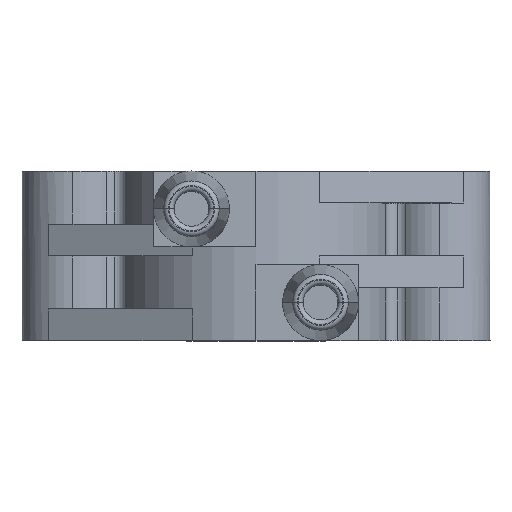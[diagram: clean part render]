
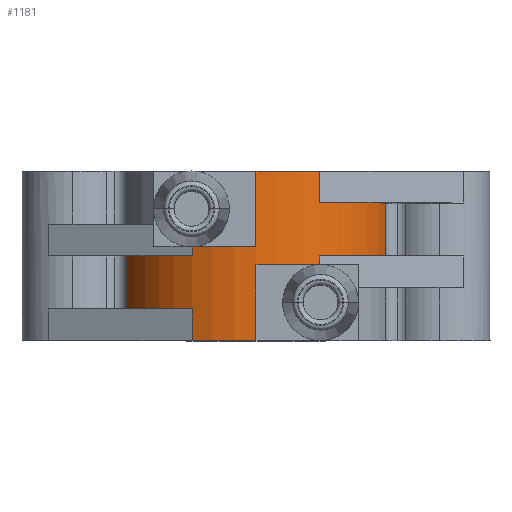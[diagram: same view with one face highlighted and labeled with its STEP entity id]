
A CAD part, top view. The second image highlights one B-rep face of the part: STEP entity #1181.
In plain terms, the highlighted cylindrical face has radius 8.59 mm (diameter 17.18 mm), a partial arc.
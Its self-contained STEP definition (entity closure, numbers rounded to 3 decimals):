
#144 = DIRECTION ( 'NONE',  ( 0., -1., 0. ) ) ;
#461 = AXIS2_PLACEMENT_3D ( 'NONE', #4927, #13198, #14911 ) ;
#512 = CARTESIAN_POINT ( 'NONE',  ( 0., 0.56, 17.18 ) ) ;
#606 = ORIENTED_EDGE ( 'NONE', *, *, #5242, .F. ) ;
#685 = VERTEX_POINT ( 'NONE', #17942 ) ;
#771 = CARTESIAN_POINT ( 'NONE',  ( 4.024, -0.56, 16.179 ) ) ;
#787 = EDGE_CURVE ( 'NONE', #8220, #5719, #12866, .T. ) ;
#847 = CARTESIAN_POINT ( 'NONE',  ( 4.024, 3.335, 16.179 ) ) ;
#910 = VECTOR ( 'NONE', #7959, 1000. ) ;
#951 = VECTOR ( 'NONE', #5805, 1000. ) ;
#958 = VERTEX_POINT ( 'NONE', #18890 ) ;
#1094 = CARTESIAN_POINT ( 'NONE',  ( 4.024, 3.335, 16.179 ) ) ;
#1181 = ADVANCED_FACE ( 'NONE', ( #1657 ), #3155, .T. ) ;
#1230 = LINE ( 'NONE', #6267, #18669 ) ;
#1358 = ORIENTED_EDGE ( 'NONE', *, *, #11574, .T. ) ;
#1450 = CARTESIAN_POINT ( 'NONE',  ( 0., 5.335, 8.59 ) ) ;
#1657 = FACE_OUTER_BOUND ( 'NONE', #16681, .T. ) ;
#1704 = ORIENTED_EDGE ( 'NONE', *, *, #6291, .T. ) ;
#1890 = AXIS2_PLACEMENT_3D ( 'NONE', #7920, #7825, #10881 ) ;
#2204 = CARTESIAN_POINT ( 'NONE',  ( -8.171, 0., 11.239 ) ) ;
#2399 = AXIS2_PLACEMENT_3D ( 'NONE', #19307, #4431, #11072 ) ;
#2980 = EDGE_CURVE ( 'NONE', #16181, #8421, #8198, .T. ) ;
#3155 = CYLINDRICAL_SURFACE ( 'NONE', #19337, 8.59 ) ;
#3224 = CARTESIAN_POINT ( 'NONE',  ( -4.024, -3.335, 16.179 ) ) ;
#3556 = CARTESIAN_POINT ( 'NONE',  ( -4.024, 2., 16.179 ) ) ;
#3779 = VERTEX_POINT ( 'NONE', #9550 ) ;
#4020 = LINE ( 'NONE', #10639, #910 ) ;
#4046 = DIRECTION ( 'NONE',  ( 0., -1., 0. ) ) ;
#4057 = LINE ( 'NONE', #847, #20944 ) ;
#4431 = DIRECTION ( 'NONE',  ( 0., 1., 0. ) ) ;
#4649 = EDGE_CURVE ( 'NONE', #12820, #10187, #13618, .T. ) ;
#4927 = CARTESIAN_POINT ( 'NONE',  ( 0., 0.56, 8.59 ) ) ;
#5034 = ORIENTED_EDGE ( 'NONE', *, *, #11727, .T. ) ;
#5199 = DIRECTION ( 'NONE',  ( 0., 0., -1. ) ) ;
#5222 = EDGE_CURVE ( 'NONE', #5719, #3779, #16303, .T. ) ;
#5242 = EDGE_CURVE ( 'NONE', #8421, #5323, #6757, .T. ) ;
#5258 = CARTESIAN_POINT ( 'NONE',  ( 8.171, 0., 11.239 ) ) ;
#5323 = VERTEX_POINT ( 'NONE', #5258 ) ;
#5586 = LINE ( 'NONE', #12207, #19904 ) ;
#5719 = VERTEX_POINT ( 'NONE', #512 ) ;
#5732 = CIRCLE ( 'NONE', #8849, 8.59 ) ;
#5805 = DIRECTION ( 'NONE',  ( 0., -1., 0. ) ) ;
#5998 = EDGE_CURVE ( 'NONE', #14165, #8601, #5732, .T. ) ;
#6267 = CARTESIAN_POINT ( 'NONE',  ( -8.171, 5.335, 11.239 ) ) ;
#6291 = EDGE_CURVE ( 'NONE', #8220, #18444, #7005, .T. ) ;
#6317 = DIRECTION ( 'NONE',  ( 0., 1., 0. ) ) ;
#6540 = VECTOR ( 'NONE', #6317, 1000. ) ;
#6757 = LINE ( 'NONE', #12955, #12787 ) ;
#7005 = LINE ( 'NONE', #3556, #10395 ) ;
#7075 = CARTESIAN_POINT ( 'NONE',  ( 0., -5.335, 8.59 ) ) ;
#7200 = CARTESIAN_POINT ( 'NONE',  ( -4.024, 0., 16.179 ) ) ;
#7413 = CARTESIAN_POINT ( 'NONE',  ( -4.024, 0.56, 16.179 ) ) ;
#7608 = CARTESIAN_POINT ( 'NONE',  ( 0., 5.335, 8.59 ) ) ;
#7825 = DIRECTION ( 'NONE',  ( 0., -1., 0. ) ) ;
#7920 = CARTESIAN_POINT ( 'NONE',  ( 0., 0., 8.59 ) ) ;
#7959 = DIRECTION ( 'NONE',  ( 0., 1., 0. ) ) ;
#8187 = ORIENTED_EDGE ( 'NONE', *, *, #10543, .F. ) ;
#8198 = CIRCLE ( 'NONE', #8925, 8.59 ) ;
#8201 = CARTESIAN_POINT ( 'NONE',  ( 0., 3.335, 8.59 ) ) ;
#8220 = VERTEX_POINT ( 'NONE', #7413 ) ;
#8421 = VERTEX_POINT ( 'NONE', #17262 ) ;
#8601 = VERTEX_POINT ( 'NONE', #12583 ) ;
#8747 = AXIS2_PLACEMENT_3D ( 'NONE', #19431, #21232, #21346 ) ;
#8849 = AXIS2_PLACEMENT_3D ( 'NONE', #18645, #144, #5199 ) ;
#8925 = AXIS2_PLACEMENT_3D ( 'NONE', #8201, #16555, #11920 ) ;
#8956 = CIRCLE ( 'NONE', #2399, 8.59 ) ;
#9223 = CIRCLE ( 'NONE', #10616, 8.59 ) ;
#9405 = CARTESIAN_POINT ( 'NONE',  ( -4.024, -5.335, 16.179 ) ) ;
#9436 = EDGE_CURVE ( 'NONE', #12969, #8601, #1230, .T. ) ;
#9472 = EDGE_CURVE ( 'NONE', #10783, #5323, #8956, .T. ) ;
#9475 = VERTEX_POINT ( 'NONE', #9405 ) ;
#9526 = DIRECTION ( 'NONE',  ( 0., -1., 0. ) ) ;
#9550 = CARTESIAN_POINT ( 'NONE',  ( 0., 5.335, 17.18 ) ) ;
#9677 = DIRECTION ( 'NONE',  ( 0., -1., 0. ) ) ;
#9743 = DIRECTION ( 'NONE',  ( 0., 0., -1. ) ) ;
#9984 = CARTESIAN_POINT ( 'NONE',  ( 4.024, 0., 16.179 ) ) ;
#10000 = EDGE_CURVE ( 'NONE', #12820, #10783, #4020, .T. ) ;
#10187 = VERTEX_POINT ( 'NONE', #10266 ) ;
#10266 = CARTESIAN_POINT ( 'NONE',  ( 0., -0.56, 17.18 ) ) ;
#10395 = VECTOR ( 'NONE', #18390, 1000. ) ;
#10460 = LINE ( 'NONE', #18799, #951 ) ;
#10543 = EDGE_CURVE ( 'NONE', #10187, #685, #10460, .T. ) ;
#10564 = DIRECTION ( 'NONE',  ( 0., 1., 0. ) ) ;
#10616 = AXIS2_PLACEMENT_3D ( 'NONE', #7075, #15307, #11748 ) ;
#10639 = CARTESIAN_POINT ( 'NONE',  ( 4.024, -2., 16.179 ) ) ;
#10783 = VERTEX_POINT ( 'NONE', #9984 ) ;
#10881 = DIRECTION ( 'NONE',  ( 0., 0., -1. ) ) ;
#11072 = DIRECTION ( 'NONE',  ( 0., 0., 1. ) ) ;
#11574 = EDGE_CURVE ( 'NONE', #16181, #958, #4057, .T. ) ;
#11727 = EDGE_CURVE ( 'NONE', #18444, #12969, #12620, .T. ) ;
#11748 = DIRECTION ( 'NONE',  ( 0., 0., 1. ) ) ;
#11920 = DIRECTION ( 'NONE',  ( 0., 0., 1. ) ) ;
#12207 = CARTESIAN_POINT ( 'NONE',  ( -4.024, -3.335, 16.179 ) ) ;
#12497 = ORIENTED_EDGE ( 'NONE', *, *, #18469, .T. ) ;
#12583 = CARTESIAN_POINT ( 'NONE',  ( -8.171, -3.335, 11.239 ) ) ;
#12620 = CIRCLE ( 'NONE', #1890, 8.59 ) ;
#12698 = AXIS2_PLACEMENT_3D ( 'NONE', #7608, #15628, #14436 ) ;
#12787 = VECTOR ( 'NONE', #9677, 1000. ) ;
#12820 = VERTEX_POINT ( 'NONE', #771 ) ;
#12866 = CIRCLE ( 'NONE', #461, 8.59 ) ;
#12955 = CARTESIAN_POINT ( 'NONE',  ( 8.171, 5.335, 11.239 ) ) ;
#12969 = VERTEX_POINT ( 'NONE', #2204 ) ;
#13198 = DIRECTION ( 'NONE',  ( 0., 1., 0. ) ) ;
#13618 = CIRCLE ( 'NONE', #8747, 8.59 ) ;
#14165 = VERTEX_POINT ( 'NONE', #3224 ) ;
#14375 = ORIENTED_EDGE ( 'NONE', *, *, #5998, .F. ) ;
#14436 = DIRECTION ( 'NONE',  ( 0., 0., 1. ) ) ;
#14626 = DIRECTION ( 'NONE',  ( 0., -1., 0. ) ) ;
#14911 = DIRECTION ( 'NONE',  ( 0., 0., 1. ) ) ;
#15279 = ORIENTED_EDGE ( 'NONE', *, *, #9472, .T. ) ;
#15307 = DIRECTION ( 'NONE',  ( 0., 1., 0. ) ) ;
#15308 = ORIENTED_EDGE ( 'NONE', *, *, #21112, .F. ) ;
#15446 = ORIENTED_EDGE ( 'NONE', *, *, #2980, .F. ) ;
#15628 = DIRECTION ( 'NONE',  ( 0., 1., 0. ) ) ;
#16181 = VERTEX_POINT ( 'NONE', #1094 ) ;
#16303 = LINE ( 'NONE', #19883, #6540 ) ;
#16469 = ORIENTED_EDGE ( 'NONE', *, *, #20258, .T. ) ;
#16498 = CIRCLE ( 'NONE', #12698, 8.59 ) ;
#16555 = DIRECTION ( 'NONE',  ( 0., 1., 0. ) ) ;
#16681 = EDGE_LOOP ( 'NONE', ( #19470, #1704, #5034, #18711, #14375, #12497, #16469, #8187, #18092, #17712, #15279, #606, #15446, #1358, #15308, #20367 ) ) ;
#17262 = CARTESIAN_POINT ( 'NONE',  ( 8.171, 3.335, 11.239 ) ) ;
#17712 = ORIENTED_EDGE ( 'NONE', *, *, #10000, .T. ) ;
#17942 = CARTESIAN_POINT ( 'NONE',  ( 0., -5.335, 17.18 ) ) ;
#18092 = ORIENTED_EDGE ( 'NONE', *, *, #4649, .F. ) ;
#18390 = DIRECTION ( 'NONE',  ( 0., -1., 0. ) ) ;
#18444 = VERTEX_POINT ( 'NONE', #7200 ) ;
#18469 = EDGE_CURVE ( 'NONE', #14165, #9475, #5586, .T. ) ;
#18645 = CARTESIAN_POINT ( 'NONE',  ( 0., -3.335, 8.59 ) ) ;
#18669 = VECTOR ( 'NONE', #9526, 1000. ) ;
#18711 = ORIENTED_EDGE ( 'NONE', *, *, #9436, .T. ) ;
#18799 = CARTESIAN_POINT ( 'NONE',  ( 0., -0.56, 17.18 ) ) ;
#18890 = CARTESIAN_POINT ( 'NONE',  ( 4.024, 5.335, 16.179 ) ) ;
#19307 = CARTESIAN_POINT ( 'NONE',  ( 0., 0., 8.59 ) ) ;
#19337 = AXIS2_PLACEMENT_3D ( 'NONE', #1450, #14626, #9743 ) ;
#19431 = CARTESIAN_POINT ( 'NONE',  ( 0., -0.56, 8.59 ) ) ;
#19470 = ORIENTED_EDGE ( 'NONE', *, *, #787, .F. ) ;
#19883 = CARTESIAN_POINT ( 'NONE',  ( 0., 0.56, 17.18 ) ) ;
#19904 = VECTOR ( 'NONE', #4046, 1000. ) ;
#20258 = EDGE_CURVE ( 'NONE', #9475, #685, #9223, .T. ) ;
#20367 = ORIENTED_EDGE ( 'NONE', *, *, #5222, .F. ) ;
#20944 = VECTOR ( 'NONE', #10564, 1000. ) ;
#21112 = EDGE_CURVE ( 'NONE', #3779, #958, #16498, .T. ) ;
#21232 = DIRECTION ( 'NONE',  ( 0., -1., 0. ) ) ;
#21346 = DIRECTION ( 'NONE',  ( 0., 0., -1. ) ) ;
